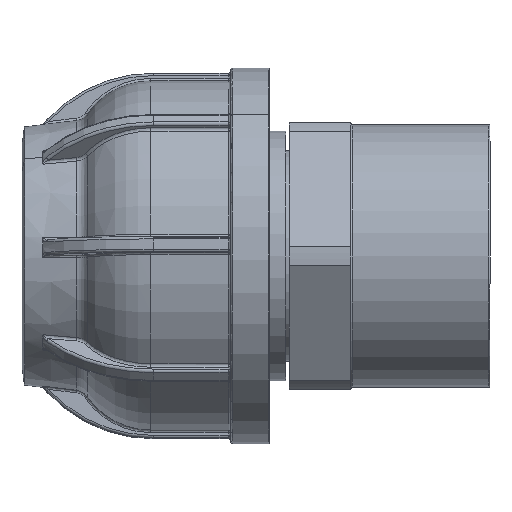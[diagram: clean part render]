
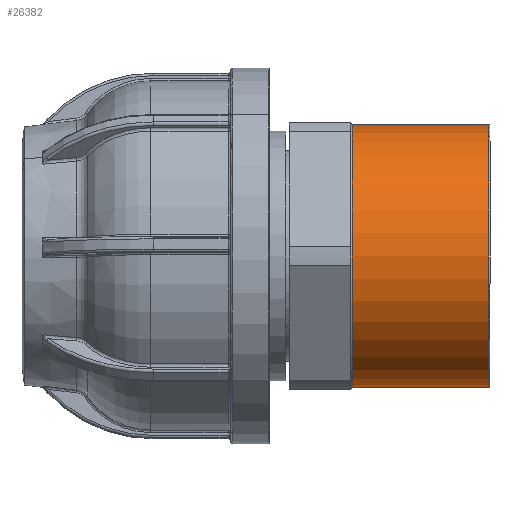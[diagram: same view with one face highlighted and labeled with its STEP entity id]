
A CAD part, front view. The second image highlights one B-rep face of the part: STEP entity #26382.
In plain terms, the highlighted cylindrical face has radius 25.5 mm (diameter 51 mm), a partial arc.
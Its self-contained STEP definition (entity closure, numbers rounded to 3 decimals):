
#2048 = VERTEX_POINT ( 'NONE', #7883 ) ;
#2049 = VERTEX_POINT ( 'NONE', #7884 ) ;
#2050 = VERTEX_POINT ( 'NONE', #7885 ) ;
#2051 = VERTEX_POINT ( 'NONE', #7886 ) ;
#2620 = CARTESIAN_POINT ( 'NONE',  ( -27., -98.515, 0. ) ) ;
#2621 = DIRECTION ( 'NONE',  ( -1., 0., 0. ) ) ;
#2622 = DIRECTION ( 'NONE',  ( 0., 0., -1. ) ) ;
#2705 = FACE_OUTER_BOUND ( 'NONE', #19211, .T. ) ;
#2706 = CYLINDRICAL_SURFACE ( 'NONE', #23191, 25.5 ) ;
#3013 = CIRCLE ( 'NONE', #3019, 25.5 ) ;
#3016 = CIRCLE ( 'NONE', #3018, 25.5 ) ;
#3017 = VECTOR ( 'NONE', #9580, 1000. ) ;
#3018 = AXIS2_PLACEMENT_3D ( 'NONE', #9581, #9582, #9583 ) ;
#3019 = AXIS2_PLACEMENT_3D ( 'NONE', #9584, #9585, #9586 ) ;
#3021 = VECTOR ( 'NONE', #9588, 1000. ) ;
#3592 = ORIENTED_EDGE ( 'NONE', *, *, #4527, .T. ) ;
#3593 = ORIENTED_EDGE ( 'NONE', *, *, #4528, .T. ) ;
#3594 = ORIENTED_EDGE ( 'NONE', *, *, #4526, .T. ) ;
#3595 = ORIENTED_EDGE ( 'NONE', *, *, #4529, .F. ) ;
#4526 = EDGE_CURVE ( 'NONE', #2050, #2049, #6268, .T. ) ;
#4527 = EDGE_CURVE ( 'NONE', #2051, #2050, #3016, .T. ) ;
#4528 = EDGE_CURVE ( 'NONE', #2049, #2048, #3013, .T. ) ;
#4529 = EDGE_CURVE ( 'NONE', #2051, #2048, #6269, .T. ) ;
#6268 = LINE ( 'NONE', #9579, #3017 ) ;
#6269 = LINE ( 'NONE', #9587, #3021 ) ;
#7883 = CARTESIAN_POINT ( 'NONE',  ( -26.75, -98.515, -25.5 ) ) ;
#7884 = CARTESIAN_POINT ( 'NONE',  ( -26.75, -98.515, 25.5 ) ) ;
#7885 = CARTESIAN_POINT ( 'NONE',  ( -0.25, -98.515, 25.5 ) ) ;
#7886 = CARTESIAN_POINT ( 'NONE',  ( -0.25, -98.515, -25.5 ) ) ;
#9579 = CARTESIAN_POINT ( 'NONE',  ( -27., -98.515, 25.5 ) ) ;
#9580 = DIRECTION ( 'NONE',  ( -1., 0., 0. ) ) ;
#9581 = CARTESIAN_POINT ( 'NONE',  ( -0.25, -98.515, 0. ) ) ;
#9582 = DIRECTION ( 'NONE',  ( -1., 0., 0. ) ) ;
#9583 = DIRECTION ( 'NONE',  ( 0., 0., -1. ) ) ;
#9584 = CARTESIAN_POINT ( 'NONE',  ( -26.75, -98.515, 0. ) ) ;
#9585 = DIRECTION ( 'NONE',  ( 1., 0., 0. ) ) ;
#9586 = DIRECTION ( 'NONE',  ( 0., 0., -1. ) ) ;
#9587 = CARTESIAN_POINT ( 'NONE',  ( -27., -98.515, -25.5 ) ) ;
#9588 = DIRECTION ( 'NONE',  ( -1., 0., 0. ) ) ;
#19211 = EDGE_LOOP ( 'NONE', ( #3592, #3594, #3593, #3595 ) ) ;
#23191 = AXIS2_PLACEMENT_3D ( 'NONE', #2620, #2621, #2622 ) ;
#26382 = ADVANCED_FACE ( 'NONE', ( #2705 ), #2706, .T. ) ;
